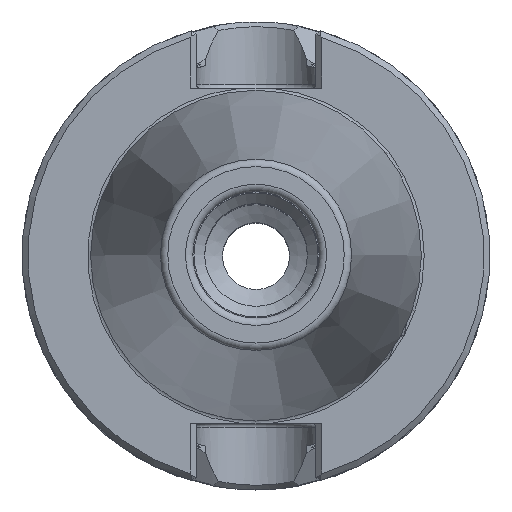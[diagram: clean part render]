
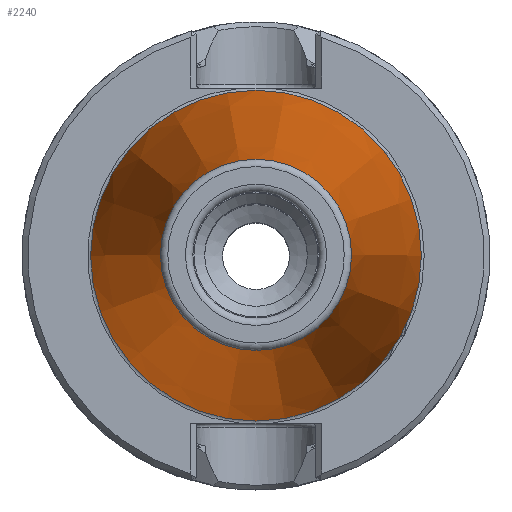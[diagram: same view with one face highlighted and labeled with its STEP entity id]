
A CAD part, top view. The second image highlights one B-rep face of the part: STEP entity #2240.
In plain terms, the highlighted conical face has half-angle 8.297 degrees and reference radius 12.871 mm.
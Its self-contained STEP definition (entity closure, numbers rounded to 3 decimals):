
#283=CONICAL_SURFACE('',#2393,12.871,0.145);
#375=ORIENTED_EDGE('',*,*,#744,.T.);
#376=ORIENTED_EDGE('',*,*,#743,.F.);
#743=EDGE_CURVE('',#947,#947,#1095,.T.);
#744=EDGE_CURVE('',#948,#948,#1096,.T.);
#947=VERTEX_POINT('',#3093);
#948=VERTEX_POINT('',#3096);
#1095=CIRCLE('',#2392,12.871);
#1096=CIRCLE('',#2394,22.268);
#1213=EDGE_LOOP('',(#375));
#1214=EDGE_LOOP('',(#376));
#1367=FACE_BOUND('',#1213,.T.);
#1368=FACE_BOUND('',#1214,.T.);
#2240=ADVANCED_FACE('',(#1367,#1368),#283,.T.);
#2392=AXIS2_PLACEMENT_3D('',#3092,#2674,#2675);
#2393=AXIS2_PLACEMENT_3D('',#3094,#2676,#2677);
#2394=AXIS2_PLACEMENT_3D('',#3095,#2678,#2679);
#2674=DIRECTION('',(0.,0.,1.));
#2675=DIRECTION('',(1.,0.,0.));
#2676=DIRECTION('',(0.,0.,-1.));
#2677=DIRECTION('',(-1.,0.,0.));
#2678=DIRECTION('',(0.,0.,1.));
#2679=DIRECTION('',(1.,0.,0.));
#3092=CARTESIAN_POINT('',(0.,0.,64.544));
#3093=CARTESIAN_POINT('',(12.871,0.,64.544));
#3094=CARTESIAN_POINT('',(0.,0.,64.544));
#3095=CARTESIAN_POINT('',(0.,0.,0.106));
#3096=CARTESIAN_POINT('',(22.268,0.,0.106));
